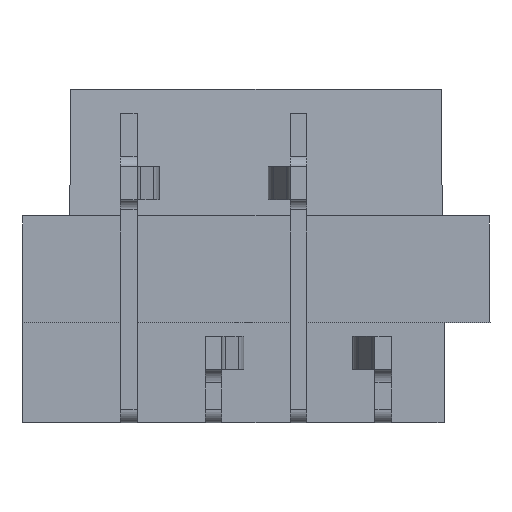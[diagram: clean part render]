
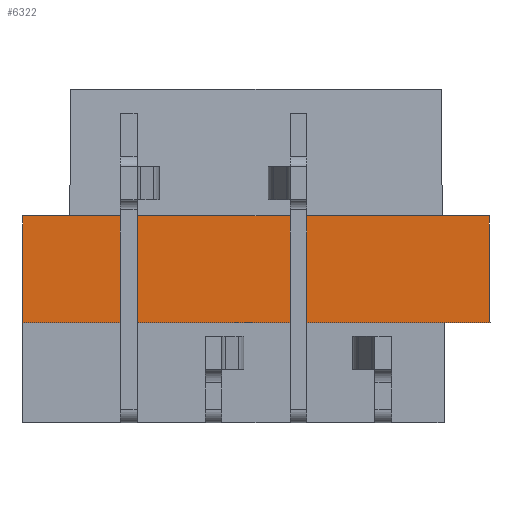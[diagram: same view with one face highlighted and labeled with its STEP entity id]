
A CAD part, front view. The second image highlights one B-rep face of the part: STEP entity #6322.
In plain terms, the highlighted planar face has unit normal (0, -1, 0).
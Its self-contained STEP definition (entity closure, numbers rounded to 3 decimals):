
#146=DIRECTION('',(-0.009,0.,-1.));
#147=VECTOR('',#146,1.6);
#148=CARTESIAN_POINT('',(-3.491,-2.5,-1.9));
#149=LINE('',#148,#147);
#405=DIRECTION('',(1.,0.,0.));
#406=VECTOR('',#405,7.01);
#407=CARTESIAN_POINT('',(-3.505,-2.5,-3.5));
#408=LINE('',#407,#406);
#1156=DIRECTION('',(0.009,0.,-1.));
#1157=VECTOR('',#1156,1.6);
#1158=CARTESIAN_POINT('',(3.491,-2.5,-1.9));
#1159=LINE('',#1158,#1157);
#1176=DIRECTION('',(1.,0.,0.));
#1177=VECTOR('',#1176,6.982);
#1178=CARTESIAN_POINT('',(-3.491,-2.5,-1.9));
#1179=LINE('',#1178,#1177);
#4676=CARTESIAN_POINT('',(-3.491,-2.5,-1.9));
#4677=CARTESIAN_POINT('',(-3.505,-2.5,-3.5));
#4678=VERTEX_POINT('',#4676);
#4679=VERTEX_POINT('',#4677);
#4684=CARTESIAN_POINT('',(3.491,-2.5,-1.9));
#4685=CARTESIAN_POINT('',(3.505,-2.5,-3.5));
#4686=VERTEX_POINT('',#4684);
#4687=VERTEX_POINT('',#4685);
#6311=CARTESIAN_POINT('',(-3.505,-2.5,-1.9));
#6312=DIRECTION('',(0.,-1.,0.));
#6313=DIRECTION('',(0.,0.,-1.));
#6314=AXIS2_PLACEMENT_3D('',#6311,#6312,#6313);
#6315=PLANE('',#6314);
#6316=ORIENTED_EDGE('',*,*,#5385,.F.);
#6317=ORIENTED_EDGE('',*,*,#6276,.T.);
#6318=ORIENTED_EDGE('',*,*,#6290,.T.);
#6319=ORIENTED_EDGE('',*,*,#5618,.F.);
#6320=EDGE_LOOP('',(#6316,#6317,#6318,#6319));
#6321=FACE_OUTER_BOUND('',#6320,.F.);
#5385=EDGE_CURVE('',#4678,#4679,#149,.T.);
#5618=EDGE_CURVE('',#4679,#4687,#408,.T.);
#6276=EDGE_CURVE('',#4678,#4686,#1179,.T.);
#6290=EDGE_CURVE('',#4686,#4687,#1159,.T.);
#6322=ADVANCED_FACE('',(#6321),#6315,.T.);
